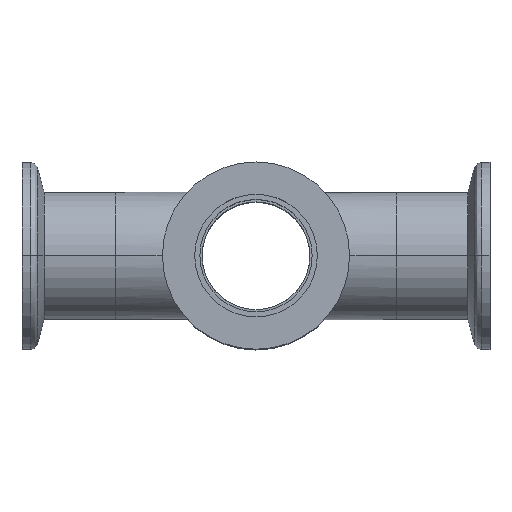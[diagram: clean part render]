
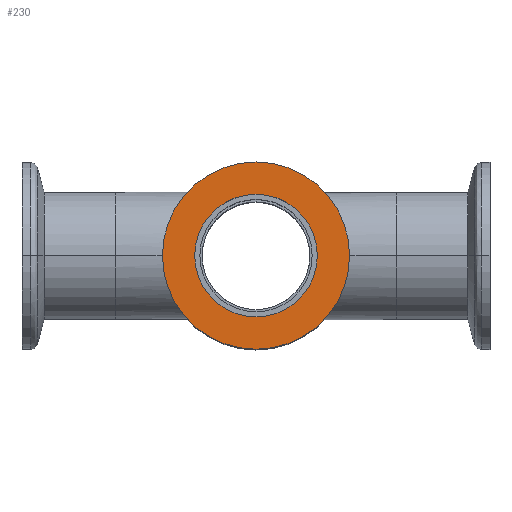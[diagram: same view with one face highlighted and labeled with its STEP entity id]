
A CAD part, top view. The second image highlights one B-rep face of the part: STEP entity #230.
In plain terms, the highlighted face is planar.
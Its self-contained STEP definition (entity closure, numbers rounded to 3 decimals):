
#230=ADVANCED_FACE('',(#618,#619),#617,.T.);
#617=PLANE('',#1162);
#618=FACE_OUTER_BOUND('',#1163,.T.);
#619=FACE_BOUND('',#1164,.T.);
#1159=CARTESIAN_POINT('',(-110.,41.569,26.));
#1160=DIRECTION('',(-1.,0.,0.));
#1161=DIRECTION('',(0.,0.,-1.));
#1162=AXIS2_PLACEMENT_3D('',#1159,#1160,#1161);
#1163=EDGE_LOOP('',(#1579,#1580));
#1164=EDGE_LOOP('',(#1581,#1582));
#1579=ORIENTED_EDGE('',*,*,#1777,.T.);
#1580=ORIENTED_EDGE('',*,*,#1778,.T.);
#1581=ORIENTED_EDGE('',*,*,#1779,.F.);
#1582=ORIENTED_EDGE('',*,*,#1780,.F.);
#1777=EDGE_CURVE('',#2351,#2352,#2353,.T.);
#1778=EDGE_CURVE('',#2352,#2351,#2359,.T.);
#1779=EDGE_CURVE('',#2365,#2366,#2367,.T.);
#1780=EDGE_CURVE('',#2366,#2365,#2373,.T.);
#2351=VERTEX_POINT('',#3035);
#2352=VERTEX_POINT('',#3036);
#2353=CIRCLE('',#3040,20.);
#2359=CIRCLE('',#3044,20.);
#2365=VERTEX_POINT('',#3045);
#2366=VERTEX_POINT('',#3046);
#2367=CIRCLE('',#3050,13.1);
#2373=CIRCLE('',#3054,13.1);
#3035=CARTESIAN_POINT('',(-110.,0.,20.));
#3036=CARTESIAN_POINT('',(-110.,0.,-20.));
#3037=CARTESIAN_POINT('',(-110.,0.,0.));
#3038=DIRECTION('',(-1.,0.,0.));
#3039=DIRECTION('',(0.,0.,1.));
#3040=AXIS2_PLACEMENT_3D('',#3037,#3038,#3039);
#3041=CARTESIAN_POINT('',(-110.,0.,0.));
#3042=DIRECTION('',(-1.,0.,0.));
#3043=DIRECTION('',(0.,0.,1.));
#3044=AXIS2_PLACEMENT_3D('',#3041,#3042,#3043);
#3045=CARTESIAN_POINT('',(-110.,0.,-13.1));
#3046=CARTESIAN_POINT('',(-110.,0.,13.1));
#3047=CARTESIAN_POINT('',(-110.,0.,0.));
#3048=DIRECTION('',(-1.,0.,0.));
#3049=DIRECTION('',(0.,0.,1.));
#3050=AXIS2_PLACEMENT_3D('',#3047,#3048,#3049);
#3051=CARTESIAN_POINT('',(-110.,0.,0.));
#3052=DIRECTION('',(-1.,0.,0.));
#3053=DIRECTION('',(0.,0.,1.));
#3054=AXIS2_PLACEMENT_3D('',#3051,#3052,#3053);
